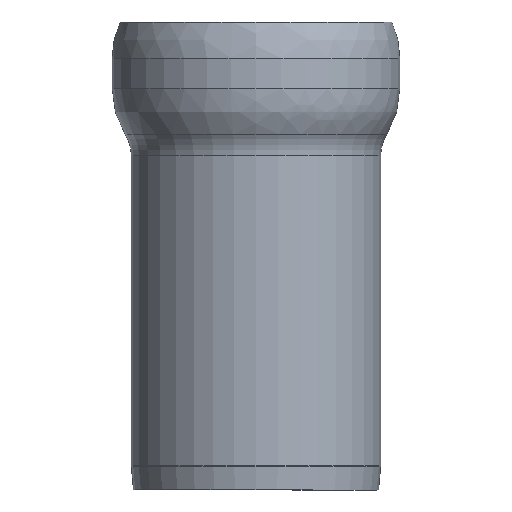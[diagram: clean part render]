
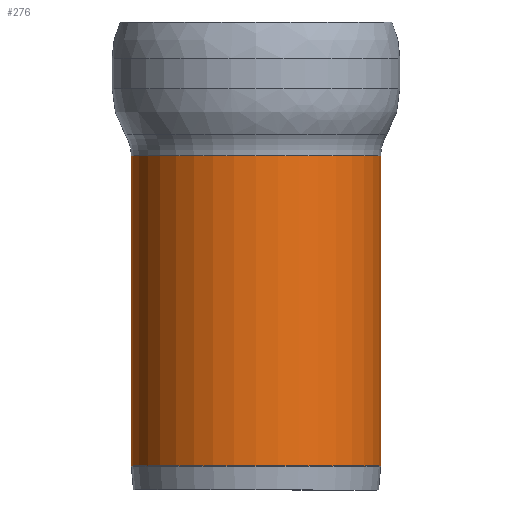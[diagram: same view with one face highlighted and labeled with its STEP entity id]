
A CAD part, front view. The second image highlights one B-rep face of the part: STEP entity #276.
In plain terms, the highlighted cylindrical face has radius 365 mm (diameter 730 mm), a full revolution.
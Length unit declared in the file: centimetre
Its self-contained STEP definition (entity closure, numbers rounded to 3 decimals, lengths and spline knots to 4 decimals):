
#34=FACE_OUTER_BOUND('',#50,.T.);
#50=EDGE_LOOP('',(#188,#189,#190,#191,#192,#193));
#68=LINE('',#455,#76);
#76=VECTOR('',#350,36.5);
#84=CIRCLE('',#295,36.5);
#85=CIRCLE('',#296,36.5);
#86=CIRCLE('',#297,36.5);
#87=CIRCLE('',#298,36.5);
#118=VERTEX_POINT('',#450);
#119=VERTEX_POINT('',#451);
#120=VERTEX_POINT('',#454);
#121=VERTEX_POINT('',#456);
#146=EDGE_CURVE('',#118,#119,#84,.T.);
#147=EDGE_CURVE('',#119,#118,#85,.T.);
#148=EDGE_CURVE('',#119,#120,#68,.T.);
#149=EDGE_CURVE('',#120,#121,#86,.T.);
#150=EDGE_CURVE('',#121,#120,#87,.T.);
#188=ORIENTED_EDGE('',*,*,#146,.F.);
#189=ORIENTED_EDGE('',*,*,#147,.F.);
#190=ORIENTED_EDGE('',*,*,#148,.T.);
#191=ORIENTED_EDGE('',*,*,#149,.T.);
#192=ORIENTED_EDGE('',*,*,#150,.T.);
#193=ORIENTED_EDGE('',*,*,#148,.F.);
#272=CYLINDRICAL_SURFACE('',#294,36.5);
#276=ADVANCED_FACE('',(#34),#272,.T.);
#294=AXIS2_PLACEMENT_3D('',#449,#344,#345);
#295=AXIS2_PLACEMENT_3D('',#452,#346,#347);
#296=AXIS2_PLACEMENT_3D('',#453,#348,#349);
#297=AXIS2_PLACEMENT_3D('',#457,#351,#352);
#298=AXIS2_PLACEMENT_3D('',#458,#353,#354);
#344=DIRECTION('center_axis',(0.,0.,
-1.));
#345=DIRECTION('ref_axis',(-1.,0.,0.));
#346=DIRECTION('center_axis',(0.,0.,
-1.));
#347=DIRECTION('ref_axis',(1.,0.,0.));
#348=DIRECTION('center_axis',(0.,0.,
-1.));
#349=DIRECTION('ref_axis',(1.,0.,0.));
#350=DIRECTION('',(0.,0.,1.));
#351=DIRECTION('center_axis',(0.,0.,
-1.));
#352=DIRECTION('ref_axis',(1.,0.,0.));
#353=DIRECTION('center_axis',(0.,0.,
-1.));
#354=DIRECTION('ref_axis',(1.,0.,0.));
#449=CARTESIAN_POINT('Origin',(112.5,179.4394,-16.044));
#450=CARTESIAN_POINT('',(112.5,142.9394,-61.3865));
#451=CARTESIAN_POINT('',(149.,179.4394,-61.3865));
#452=CARTESIAN_POINT('Origin',(112.5,179.4394,-61.3865));
#453=CARTESIAN_POINT('Origin',(112.5,179.4394,-61.3865));
#454=CARTESIAN_POINT('',(149.,179.4394,29.2984));
#455=CARTESIAN_POINT('',(149.,179.4394,-16.044));
#456=CARTESIAN_POINT('',(112.5,142.9394,29.2984));
#457=CARTESIAN_POINT('Origin',(112.5,179.4394,29.2984));
#458=CARTESIAN_POINT('Origin',(112.5,179.4394,29.2984));
